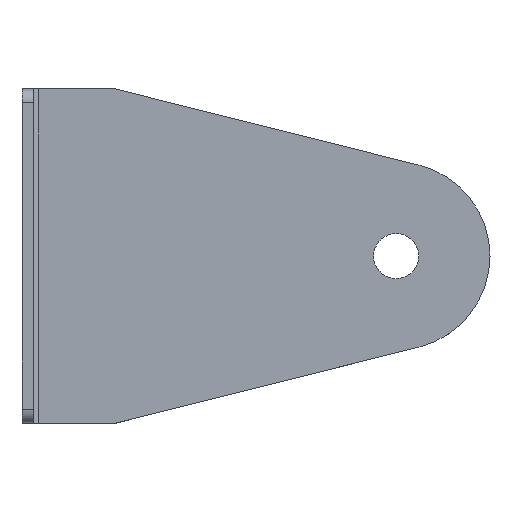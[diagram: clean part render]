
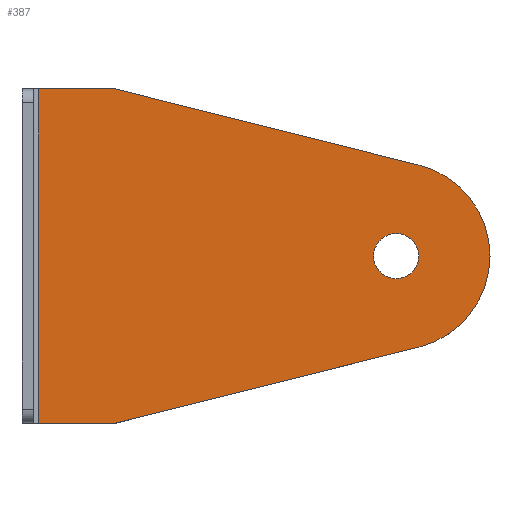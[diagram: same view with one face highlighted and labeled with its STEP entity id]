
A CAD part, top view. The second image highlights one B-rep face of the part: STEP entity #387.
In plain terms, the highlighted planar face has unit normal (0, 0, 1).
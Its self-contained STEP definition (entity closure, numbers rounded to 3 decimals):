
#4 = DIRECTION ( 'NONE',  ( 0., -1., 0. ) ) ;
#8 = AXIS2_PLACEMENT_3D ( 'NONE', #344, #174, #732 ) ;
#16 = CARTESIAN_POINT ( 'NONE',  ( 3., -30., 2. ) ) ;
#23 = FACE_BOUND ( 'NONE', #206, .T. ) ;
#24 = CIRCLE ( 'NONE', #446, 16.85 ) ;
#45 = VERTEX_POINT ( 'NONE', #559 ) ;
#46 = DIRECTION ( 'NONE',  ( 0., 0., -1. ) ) ;
#54 = LINE ( 'NONE', #668, #288 ) ;
#56 = VECTOR ( 'NONE', #4, 1000. ) ;
#77 = DIRECTION ( 'NONE',  ( 1., 0., 0. ) ) ;
#88 = EDGE_CURVE ( 'NONE', #430, #320, #97, .T. ) ;
#97 = LINE ( 'NONE', #708, #56 ) ;
#99 = EDGE_CURVE ( 'NONE', #161, #430, #54, .T. ) ;
#102 = CARTESIAN_POINT ( 'NONE',  ( 67.15, 0., 2. ) ) ;
#114 = ORIENTED_EDGE ( 'NONE', *, *, #449, .T. ) ;
#126 = LINE ( 'NONE', #629, #476 ) ;
#131 = CARTESIAN_POINT ( 'NONE',  ( 71.252, 16.343, 2. ) ) ;
#142 = CARTESIAN_POINT ( 'NONE',  ( 0., -30., 2. ) ) ;
#151 = FACE_OUTER_BOUND ( 'NONE', #351, .T. ) ;
#161 = VERTEX_POINT ( 'NONE', #648 ) ;
#174 = DIRECTION ( 'NONE',  ( 0., 0., 1. ) ) ;
#189 = DIRECTION ( 'NONE',  ( 1., 0., 0. ) ) ;
#192 = DIRECTION ( 'NONE',  ( 0., 0., 1. ) ) ;
#194 = EDGE_CURVE ( 'NONE', #530, #161, #126, .T. ) ;
#206 = EDGE_LOOP ( 'NONE', ( #536, #667 ) ) ;
#215 = CARTESIAN_POINT ( 'NONE',  ( 63.1, 0., 2. ) ) ;
#220 = PLANE ( 'NONE',  #717 ) ;
#229 = ORIENTED_EDGE ( 'NONE', *, *, #311, .T. ) ;
#268 = DIRECTION ( 'NONE',  ( -1., 0., 0. ) ) ;
#278 = DIRECTION ( 'NONE',  ( -1., 0., 0. ) ) ;
#288 = VECTOR ( 'NONE', #624, 1000. ) ;
#294 = DIRECTION ( 'NONE',  ( -0.97, 0.243, 0. ) ) ;
#304 = AXIS2_PLACEMENT_3D ( 'NONE', #585, #192, #189 ) ;
#311 = EDGE_CURVE ( 'NONE', #320, #402, #454, .T. ) ;
#320 = VERTEX_POINT ( 'NONE', #16 ) ;
#322 = CIRCLE ( 'NONE', #8, 4.05 ) ;
#344 = CARTESIAN_POINT ( 'NONE',  ( 67.15, 0., 2. ) ) ;
#347 = ORIENTED_EDGE ( 'NONE', *, *, #194, .T. ) ;
#351 = EDGE_LOOP ( 'NONE', ( #633, #425, #229, #114, #590, #347 ) ) ;
#357 = EDGE_CURVE ( 'NONE', #420, #456, #465, .T. ) ;
#361 = LINE ( 'NONE', #555, #498 ) ;
#375 = CARTESIAN_POINT ( 'NONE',  ( 71.2, 0., 2. ) ) ;
#387 = ADVANCED_FACE ( 'NONE', ( #23, #151 ), #220, .F. ) ;
#402 = VERTEX_POINT ( 'NONE', #542 ) ;
#420 = VERTEX_POINT ( 'NONE', #215 ) ;
#425 = ORIENTED_EDGE ( 'NONE', *, *, #88, .T. ) ;
#430 = VERTEX_POINT ( 'NONE', #612 ) ;
#446 = AXIS2_PLACEMENT_3D ( 'NONE', #102, #550, #278 ) ;
#449 = EDGE_CURVE ( 'NONE', #402, #45, #361, .T. ) ;
#454 = LINE ( 'NONE', #142, #569 ) ;
#456 = VERTEX_POINT ( 'NONE', #375 ) ;
#465 = CIRCLE ( 'NONE', #304, 4.05 ) ;
#476 = VECTOR ( 'NONE', #294, 1000. ) ;
#498 = VECTOR ( 'NONE', #714, 1000. ) ;
#530 = VERTEX_POINT ( 'NONE', #131 ) ;
#536 = ORIENTED_EDGE ( 'NONE', *, *, #715, .F. ) ;
#542 = CARTESIAN_POINT ( 'NONE',  ( 16.846, -30., 2. ) ) ;
#550 = DIRECTION ( 'NONE',  ( 0., 0., 1. ) ) ;
#555 = CARTESIAN_POINT ( 'NONE',  ( 16.846, -30., 2. ) ) ;
#559 = CARTESIAN_POINT ( 'NONE',  ( 71.252, -16.343, 2. ) ) ;
#569 = VECTOR ( 'NONE', #77, 1000. ) ;
#585 = CARTESIAN_POINT ( 'NONE',  ( 67.15, 0., 2. ) ) ;
#590 = ORIENTED_EDGE ( 'NONE', *, *, #661, .T. ) ;
#599 = CARTESIAN_POINT ( 'NONE',  ( 67.15, 0., 2. ) ) ;
#612 = CARTESIAN_POINT ( 'NONE',  ( 3., 30., 2. ) ) ;
#624 = DIRECTION ( 'NONE',  ( -1., 0., 0. ) ) ;
#629 = CARTESIAN_POINT ( 'NONE',  ( 16.846, 30., 2. ) ) ;
#633 = ORIENTED_EDGE ( 'NONE', *, *, #99, .T. ) ;
#648 = CARTESIAN_POINT ( 'NONE',  ( 16.846, 30., 2. ) ) ;
#661 = EDGE_CURVE ( 'NONE', #45, #530, #24, .T. ) ;
#667 = ORIENTED_EDGE ( 'NONE', *, *, #357, .F. ) ;
#668 = CARTESIAN_POINT ( 'NONE',  ( 0., 30., 2. ) ) ;
#708 = CARTESIAN_POINT ( 'NONE',  ( 3., -30., 2. ) ) ;
#714 = DIRECTION ( 'NONE',  ( 0.97, 0.243, 0. ) ) ;
#715 = EDGE_CURVE ( 'NONE', #456, #420, #322, .T. ) ;
#717 = AXIS2_PLACEMENT_3D ( 'NONE', #599, #46, #268 ) ;
#732 = DIRECTION ( 'NONE',  ( 1., 0., 0. ) ) ;
